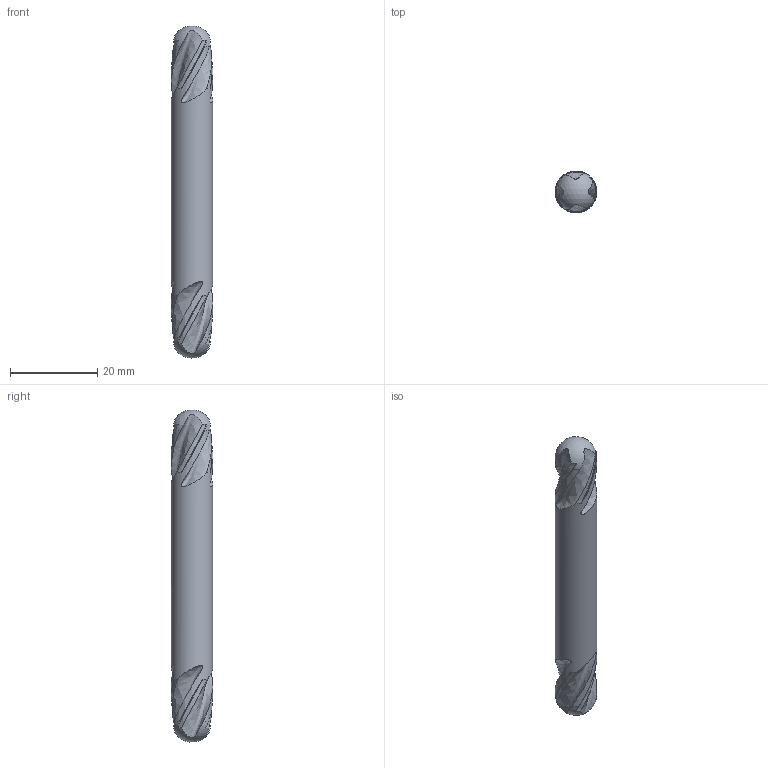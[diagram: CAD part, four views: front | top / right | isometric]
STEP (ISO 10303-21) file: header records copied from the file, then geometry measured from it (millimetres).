
FILE_DESCRIPTION(/* description */ (''),/* implementation_level */ '2;1');
FILE_NAME(/* name */ 'DBNEC375S4_GTM.stp',/* time_stamp */ '2013-12-18T09:48:15+00:00',/* author */ (''),/* organization */ (''),/* preprocessor_version */ 'ST-DEVELOPER v15',/* originating_system */ 'SIEMENS PLM Software NX 9.0',/* authorisation */ '');
FILE_SCHEMA (('AUTOMOTIVE_DESIGN { 1 0 10303 214 3 1 1 1 }'));
Length unit declared in the file: millimetre
Products named in the file (1): DBNEC375S4_GTM
Bounding box: 9.53 x 9.53 x 76.13 mm (x, y, z)
Volume: 4648.4 mm3; surface area: 2452.8 mm2
Topology: 1 solids, 1 shells, 37 faces, 112 edges, 77 vertices
Faces by surface type: bspline 32, cylinder 3, sphere 2
Full cylindrical faces by diameter (mm): 9.525 x1
Entity records: 10430 total; most frequent: CARTESIAN_POINT 9696, ORIENTED_EDGE 208, EDGE_CURVE 104, VERTEX_POINT 74, B_SPLINE_CURVE_WITH_KNOTS 64, DIRECTION 60, EDGE_LOOP 36, ADVANCED_FACE 35
